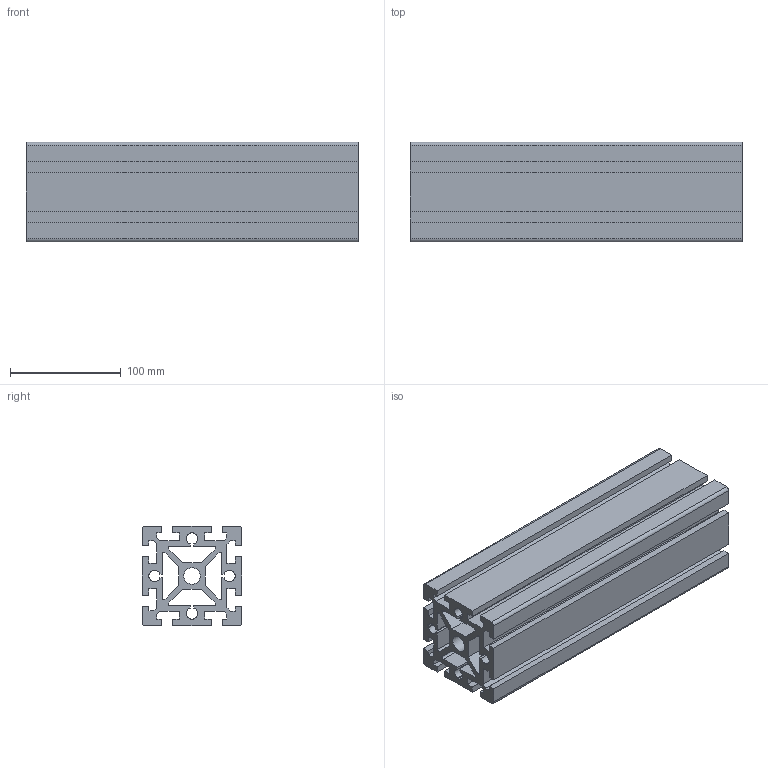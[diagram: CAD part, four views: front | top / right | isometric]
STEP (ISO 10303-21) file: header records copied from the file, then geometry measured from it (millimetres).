
FILE_DESCRIPTION (( 'STEP AP214' ), '1' );
FILE_NAME ('3_842_990_500_300-Bosch.step', '2020-07-03T06:33:49', ( '' ), ( '' ), 'SwSTEP 2.0', 'SolidWorks 2010', '' );
FILE_SCHEMA (( 'AUTOMOTIVE_DESIGN' ));
Length unit declared in the file: millimetre
Products named in the file (1): 3_842_990_500_300-Bosch
Bounding box: 300 x 90 x 90 mm (x, y, z)
Volume: 1220611.6 mm3; surface area: 393586.3 mm2
Topology: 1 solids, 1 shells, 139 faces, 411 edges, 274 vertices
Faces by surface type: plane 118, cylinder 21
Full cylindrical faces by diameter (mm): 15 x1
Entity records: 4636 total; most frequent: CARTESIAN_POINT 824, ORIENTED_EDGE 820, DIRECTION 732, EDGE_CURVE 410, LINE 368, VECTOR 368, VERTEX_POINT 274, AXIS2_PLACEMENT_3D 182
